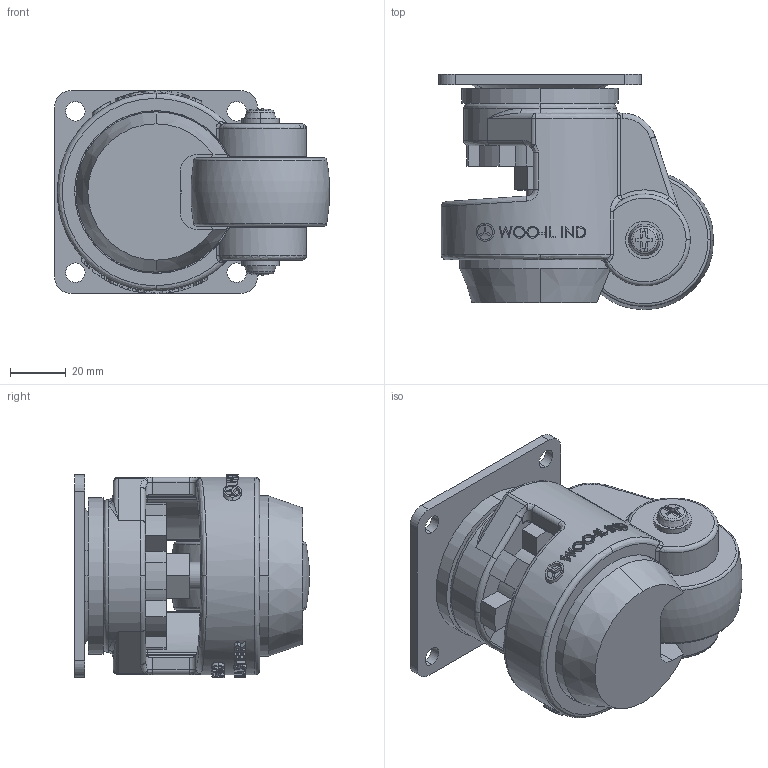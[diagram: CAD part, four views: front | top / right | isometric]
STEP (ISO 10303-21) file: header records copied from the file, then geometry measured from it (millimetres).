
FILE_DESCRIPTION (( 'STEP AP214' ), '1' );
FILE_NAME ('WMIS-60F.STEP', '2022-02-18T05:57:40', ( '' ), ( '' ), 'SwSTEP 2.0', 'SolidWorks 2019', '' );
FILE_SCHEMA (( 'AUTOMOTIVE_DESIGN' ));
Length unit declared in the file: millimetre
Products named in the file (1): WMIS-60F
Bounding box: 98.88 x 84.5 x 73.04 mm (x, y, z)
Volume: 265287.9 mm3; surface area: 60988.6 mm2
Topology: 1 solids, 2 shells, 662 faces, 1735 edges, 1116 vertices
Faces by surface type: plane 307, cylinder 159, bspline 152, sphere 26, cone 13, torus 5
Entity records: 29365 total; most frequent: CARTESIAN_POINT 14244, ORIENTED_EDGE 3448, DIRECTION 2800, EDGE_CURVE 1724, VERTEX_POINT 1116, AXIS2_PLACEMENT_3D 1040, EDGE_LOOP 728, VECTOR 720
